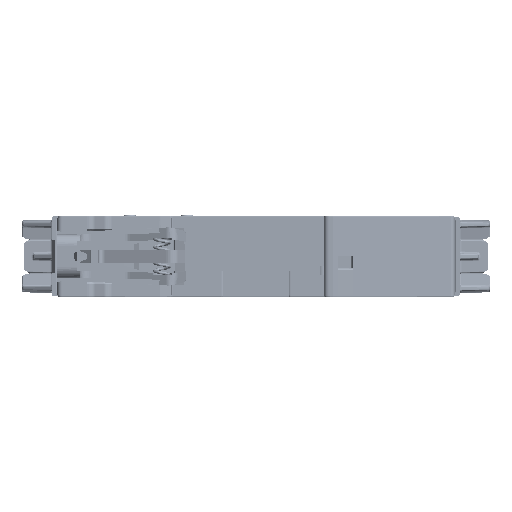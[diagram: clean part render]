
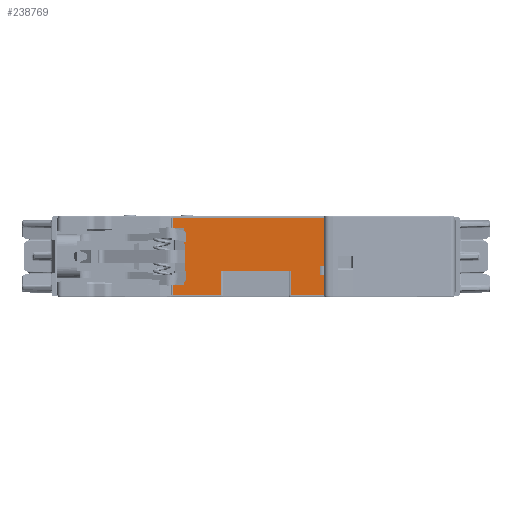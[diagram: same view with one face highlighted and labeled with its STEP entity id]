
A CAD part, front view. The second image highlights one B-rep face of the part: STEP entity #238769.
In plain terms, the highlighted planar face has unit normal (0, -1, 0).
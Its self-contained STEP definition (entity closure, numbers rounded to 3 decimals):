
#70861=DIRECTION('',(1.,0.,0.));
#70862=VECTOR('',#70861,9.753);
#70863=CARTESIAN_POINT('',(7.447,-56.5,-8.2));
#70864=LINE('',#70863,#70862);
#71116=DIRECTION('',(1.,0.,0.));
#71117=VECTOR('',#71116,10.352);
#71118=CARTESIAN_POINT('',(-17.799,-56.5,-8.2));
#71119=LINE('',#71118,#71117);
#71130=DIRECTION('',(-0.97,0.,0.243));
#71131=VECTOR('',#71130,0.216);
#71132=CARTESIAN_POINT('',(-17.589,-56.5,6.047));
#71133=LINE('',#71132,#71131);
#71134=DIRECTION('',(1.,0.,0.));
#71135=VECTOR('',#71134,34.999);
#71136=CARTESIAN_POINT('',(-17.799,-56.5,8.2));
#71137=LINE('',#71136,#71135);
#71138=DIRECTION('',(0.97,0.,0.243));
#71139=VECTOR('',#71138,0.216);
#71140=CARTESIAN_POINT('',(-17.799,-56.5,-6.1));
#71141=LINE('',#71140,#71139);
#71142=DIRECTION('',(0.026,0.,1.));
#71143=VECTOR('',#71142,0.047);
#71144=CARTESIAN_POINT('',(-17.589,-56.5,-6.047));
#71145=LINE('',#71144,#71143);
#71146=DIRECTION('',(1.,0.,0.));
#71147=VECTOR('',#71146,2.188);
#71148=CARTESIAN_POINT('',(-17.588,-56.5,-6.));
#71149=LINE('',#71148,#71147);
#71150=DIRECTION('',(0.036,0.,0.999));
#71151=VECTOR('',#71150,3.002);
#71152=CARTESIAN_POINT('',(-15.4,-56.5,-6.));
#71153=LINE('',#71152,#71151);
#71154=DIRECTION('',(-0.036,0.,0.999));
#71155=VECTOR('',#71154,9.006);
#71156=CARTESIAN_POINT('',(-15.076,-56.5,-3.));
#71157=LINE('',#71156,#71155);
#71158=DIRECTION('',(-1.,0.,0.));
#71159=VECTOR('',#71158,2.188);
#71160=CARTESIAN_POINT('',(-15.4,-56.5,6.));
#71161=LINE('',#71160,#71159);
#71170=DIRECTION('',(0.026,0.,-1.));
#71171=VECTOR('',#71170,0.047);
#71172=CARTESIAN_POINT('',(-17.589,-56.5,6.047));
#71173=LINE('',#71172,#71171);
#71333=DIRECTION('',(-1.,0.,0.));
#71334=VECTOR('',#71333,0.216);
#71335=CARTESIAN_POINT('',(-15.076,-56.5,-3.));
#71336=LINE('',#71335,#71334);
#75652=DIRECTION('',(0.,0.,-1.));
#75653=VECTOR('',#75652,2.1);
#75654=CARTESIAN_POINT('',(-17.799,-56.5,-6.1));
#75655=LINE('',#75654,#75653);
#80125=DIRECTION('',(0.,0.,-1.));
#80126=VECTOR('',#80125,2.1);
#80127=CARTESIAN_POINT('',(-17.799,-56.5,8.2));
#80128=LINE('',#80127,#80126);
#80829=DIRECTION('',(0.,0.,1.));
#80830=VECTOR('',#80829,16.4);
#80831=CARTESIAN_POINT('',(17.2,-56.5,-8.2));
#80832=LINE('',#80831,#80830);
#81057=DIRECTION('',(0.,0.,-1.));
#81058=VECTOR('',#81057,5.2);
#81059=CARTESIAN_POINT('',(7.447,-56.5,-3.));
#81060=LINE('',#81059,#81058);
#81074=DIRECTION('',(1.,0.,0.));
#81075=VECTOR('',#81074,14.894);
#81076=CARTESIAN_POINT('',(-7.447,-56.5,-3.));
#81077=LINE('',#81076,#81075);
#81091=DIRECTION('',(0.,0.,1.));
#81092=VECTOR('',#81091,5.2);
#81093=CARTESIAN_POINT('',(-7.447,-56.5,-8.2));
#81094=LINE('',#81093,#81092);
#81095=DIRECTION('',(0.,0.,1.));
#81096=VECTOR('',#81095,2.);
#81097=CARTESIAN_POINT('',(13.579,-56.5,-4.));
#81098=LINE('',#81097,#81096);
#81099=DIRECTION('',(0.,0.,-1.));
#81100=VECTOR('',#81099,2.);
#81101=CARTESIAN_POINT('',(15.021,-56.5,-2.));
#81102=LINE('',#81101,#81100);
#81103=DIRECTION('',(1.,0.,0.));
#81104=VECTOR('',#81103,1.442);
#81105=CARTESIAN_POINT('',(13.579,-56.5,-2.));
#81106=LINE('',#81105,#81104);
#81112=DIRECTION('',(-1.,0.,0.));
#81113=VECTOR('',#81112,1.442);
#81114=CARTESIAN_POINT('',(15.021,-56.5,-4.));
#81115=LINE('',#81114,#81113);
#114728=CARTESIAN_POINT('',(7.447,-56.5,-8.2));
#114729=CARTESIAN_POINT('',(17.2,-56.5,-8.2));
#114730=VERTEX_POINT('',#114728);
#114731=VERTEX_POINT('',#114729);
#114840=CARTESIAN_POINT('',(-17.799,-56.5,-8.2));
#114841=VERTEX_POINT('',#114840);
#114842=CARTESIAN_POINT('',(-7.447,-56.5,-8.2));
#114843=VERTEX_POINT('',#114842);
#114848=CARTESIAN_POINT('',(-17.589,-56.5,6.047));
#114849=CARTESIAN_POINT('',(-17.588,-56.5,6.));
#114850=VERTEX_POINT('',#114848);
#114851=VERTEX_POINT('',#114849);
#114852=CARTESIAN_POINT('',(-17.799,-56.5,6.1));
#114853=VERTEX_POINT('',#114852);
#114854=CARTESIAN_POINT('',(-17.799,-56.5,8.2));
#114855=VERTEX_POINT('',#114854);
#114856=CARTESIAN_POINT('',(17.2,-56.5,8.2));
#114857=VERTEX_POINT('',#114856);
#114858=CARTESIAN_POINT('',(7.447,-56.5,-3.));
#114859=VERTEX_POINT('',#114858);
#114860=CARTESIAN_POINT('',(-7.447,-56.5,-3.));
#114861=VERTEX_POINT('',#114860);
#114862=CARTESIAN_POINT('',(-17.799,-56.5,-6.1));
#114863=VERTEX_POINT('',#114862);
#114864=CARTESIAN_POINT('',(-17.589,-56.5,-6.047));
#114865=VERTEX_POINT('',#114864);
#114866=CARTESIAN_POINT('',(-17.588,-56.5,-6.));
#114867=VERTEX_POINT('',#114866);
#114868=CARTESIAN_POINT('',(-15.4,-56.5,-6.));
#114869=VERTEX_POINT('',#114868);
#114870=CARTESIAN_POINT('',(-15.292,-56.5,-3.));
#114871=VERTEX_POINT('',#114870);
#114872=CARTESIAN_POINT('',(-15.076,-56.5,-3.));
#114873=VERTEX_POINT('',#114872);
#114874=CARTESIAN_POINT('',(-15.4,-56.5,6.));
#114875=VERTEX_POINT('',#114874);
#114876=CARTESIAN_POINT('',(15.021,-56.5,-2.));
#114877=CARTESIAN_POINT('',(15.021,-56.5,-4.));
#114878=VERTEX_POINT('',#114876);
#114879=VERTEX_POINT('',#114877);
#114880=CARTESIAN_POINT('',(13.579,-56.5,-2.));
#114881=VERTEX_POINT('',#114880);
#114882=CARTESIAN_POINT('',(13.579,-56.5,-4.));
#114883=VERTEX_POINT('',#114882);
#238719=CARTESIAN_POINT('',(0.,-56.5,0.));
#238720=DIRECTION('',(0.,-1.,0.));
#238721=DIRECTION('',(-1.,0.,0.));
#238722=AXIS2_PLACEMENT_3D('',#238719,#238720,#238721);
#238723=PLANE('',#238722);
#238725=ORIENTED_EDGE('',*,*,#238724,.F.);
#238727=ORIENTED_EDGE('',*,*,#238726,.T.);
#238729=ORIENTED_EDGE('',*,*,#238728,.F.);
#238730=ORIENTED_EDGE('',*,*,#238414,.T.);
#238732=ORIENTED_EDGE('',*,*,#238731,.F.);
#238733=ORIENTED_EDGE('',*,*,#238586,.F.);
#238735=ORIENTED_EDGE('',*,*,#238734,.F.);
#238737=ORIENTED_EDGE('',*,*,#238736,.F.);
#238739=ORIENTED_EDGE('',*,*,#238738,.F.);
#238740=ORIENTED_EDGE('',*,*,#238701,.F.);
#238742=ORIENTED_EDGE('',*,*,#238741,.F.);
#238744=ORIENTED_EDGE('',*,*,#238743,.T.);
#238746=ORIENTED_EDGE('',*,*,#238745,.T.);
#238748=ORIENTED_EDGE('',*,*,#238747,.T.);
#238750=ORIENTED_EDGE('',*,*,#238749,.T.);
#238752=ORIENTED_EDGE('',*,*,#238751,.F.);
#238754=ORIENTED_EDGE('',*,*,#238753,.T.);
#238756=ORIENTED_EDGE('',*,*,#238755,.T.);
#238757=EDGE_LOOP('',(#238725,#238727,#238729,#238730,#238732,#238733,#238735,
#238737,#238739,#238740,#238742,#238744,#238746,#238748,#238750,#238752,#238754,
#238756));
#238758=FACE_OUTER_BOUND('',#238757,.F.);
#238760=ORIENTED_EDGE('',*,*,#238759,.F.);
#238762=ORIENTED_EDGE('',*,*,#238761,.F.);
#238764=ORIENTED_EDGE('',*,*,#238763,.F.);
#238766=ORIENTED_EDGE('',*,*,#238765,.F.);
#238767=EDGE_LOOP('',(#238760,#238762,#238764,#238766));
#238768=FACE_BOUND('',#238767,.F.);
#238414=EDGE_CURVE('',#114855,#114857,#71137,.T.);
#238586=EDGE_CURVE('',#114730,#114731,#70864,.T.);
#238701=EDGE_CURVE('',#114841,#114843,#71119,.T.);
#238724=EDGE_CURVE('',#114850,#114851,#71173,.T.);
#238726=EDGE_CURVE('',#114850,#114853,#71133,.T.);
#238728=EDGE_CURVE('',#114855,#114853,#80128,.T.);
#238731=EDGE_CURVE('',#114731,#114857,#80832,.T.);
#238734=EDGE_CURVE('',#114859,#114730,#81060,.T.);
#238736=EDGE_CURVE('',#114861,#114859,#81077,.T.);
#238738=EDGE_CURVE('',#114843,#114861,#81094,.T.);
#238741=EDGE_CURVE('',#114863,#114841,#75655,.T.);
#238743=EDGE_CURVE('',#114863,#114865,#71141,.T.);
#238745=EDGE_CURVE('',#114865,#114867,#71145,.T.);
#238747=EDGE_CURVE('',#114867,#114869,#71149,.T.);
#238749=EDGE_CURVE('',#114869,#114871,#71153,.T.);
#238751=EDGE_CURVE('',#114873,#114871,#71336,.T.);
#238753=EDGE_CURVE('',#114873,#114875,#71157,.T.);
#238755=EDGE_CURVE('',#114875,#114851,#71161,.T.);
#238759=EDGE_CURVE('',#114878,#114879,#81102,.T.);
#238761=EDGE_CURVE('',#114881,#114878,#81106,.T.);
#238763=EDGE_CURVE('',#114883,#114881,#81098,.T.);
#238765=EDGE_CURVE('',#114879,#114883,#81115,.T.);
#238769=ADVANCED_FACE('',(#238758,#238768),#238723,.T.);
